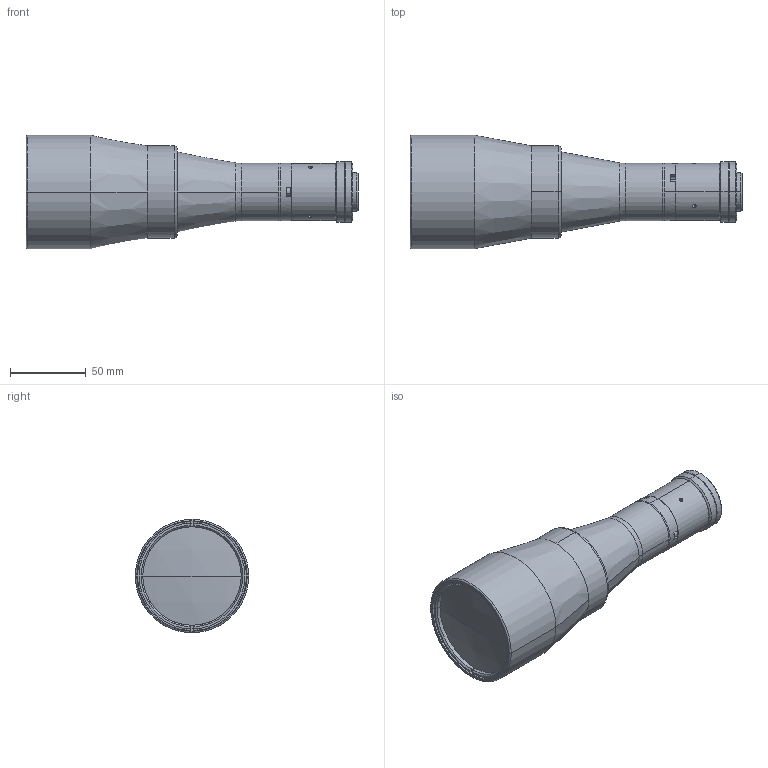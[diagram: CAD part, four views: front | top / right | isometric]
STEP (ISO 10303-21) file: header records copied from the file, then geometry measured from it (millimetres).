
FILE_DESCRIPTION (( 'STEP AP203' ), '1' );
FILE_NAME ('TC1MHR048-C.step', '2018-11-28T08:35:12', ( '' ), ( '' ), 'SwSTEP 2.0', 'SolidWorks 2018', '' );
FILE_SCHEMA (( 'CONFIG_CONTROL_DESIGN' ));
Length unit declared in the file: millimetre
Products named in the file (1): TC1MHR048-C
Bounding box: 219.36 x 75 x 75 mm (x, y, z)
Surface area: 55707.9 mm2 (no closed solid volume)
Topology: 0 solids, 14 shells, 108 faces, 309 edges, 217 vertices
Faces by surface type: cylinder 47, plane 35, cone 16, torus 8, sphere 2
Entity records: 3912 total; most frequent: CARTESIAN_POINT 875, DIRECTION 695, ORIENTED_EDGE 513, EDGE_CURVE 309, AXIS2_PLACEMENT_3D 293, VERTEX_POINT 217, CIRCLE 184, EDGE_LOOP 141
